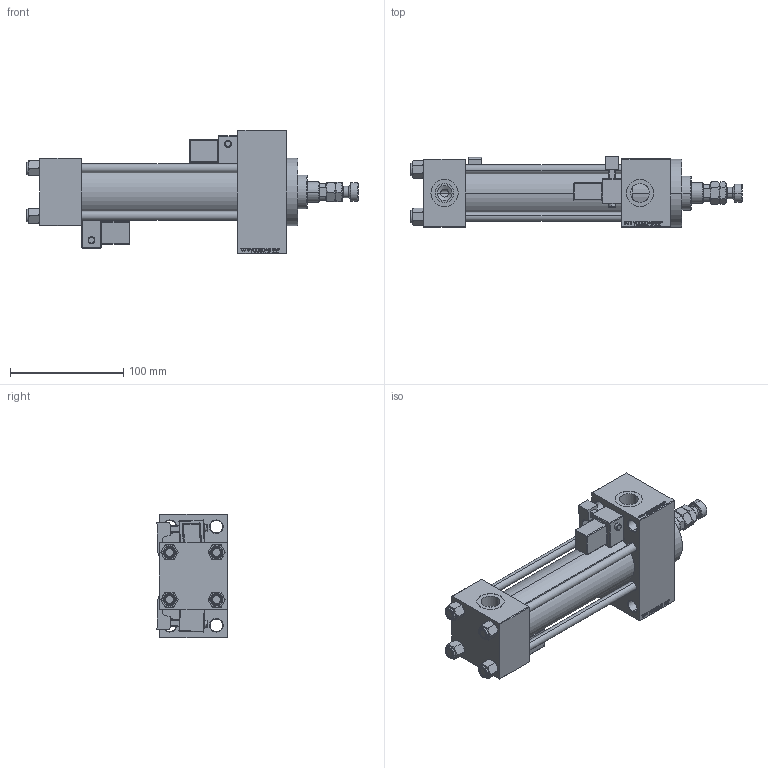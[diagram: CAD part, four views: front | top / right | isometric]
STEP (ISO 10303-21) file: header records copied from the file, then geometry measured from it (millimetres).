
FILE_DESCRIPTION (( 'STEP AP203' ), '1' );
FILE_NAME ('cb40.STEP', '2022-04-14T17:54:12', ( '' ), ( '' ), 'SwSTEP 2.0', 'SolidWorks 2019', '' );
FILE_SCHEMA (( 'CONFIG_CONTROL_DESIGN' ));
Length unit declared in the file: millimetre
Products named in the file (8): V215_VC_A e3a004be323f263af849d5a307dc0ca7; cb40; V215CR_D_TYCINKA e3a004be323f263af849d5a307dc0ca7; V215CR_D_Body e3a004be323f263af849d5a307dc0ca7; MFA e3a004be323f263af849d5a307dc0ca7; V215CR_VCP_D e3a004be323f263af849d5a307dc0ca7; NUT_M5_D e3a004be323f263af849d5a307dc0ca7; V215CR_MSU e3a004be323f263af849d5a307dc0ca7
Assembly tree (14 placements, depth 2):
  cb40
    V215CR_D_Body e3a004be323f263af849d5a307dc0ca7
    V215CR_VCP_D e3a004be323f263af849d5a307dc0ca7
    NUT_M5_D e3a004be323f263af849d5a307dc0ca7  x4
    V215CR_D_TYCINKA e3a004be323f263af849d5a307dc0ca7  x4
    V215_VC_A e3a004be323f263af849d5a307dc0ca7
    MFA e3a004be323f263af849d5a307dc0ca7
    V215CR_MSU e3a004be323f263af849d5a307dc0ca7  x2
Bounding box: 293 x 61.9 x 109 mm (x, y, z)
Volume: 627436.5 mm3; surface area: 170836.1 mm2
Topology: 14 solids, 14 shells, 1318 faces, 3235 edges, 2043 vertices
Faces by surface type: plane 574, bspline 368, cone 172, cylinder 156, torus 24, sphere 24
Entity records: 51300 total; most frequent: CARTESIAN_POINT 25980, ORIENTED_EDGE 5580, DIRECTION 3836, EDGE_CURVE 2790, VERTEX_POINT 1803, VECTOR 1630, LINE 1630, EDGE_LOOP 1259
